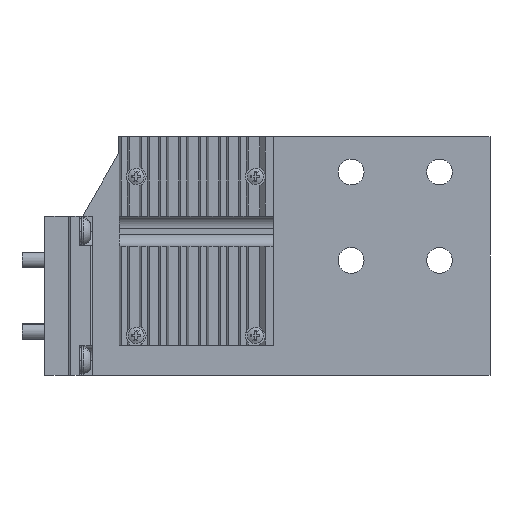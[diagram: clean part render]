
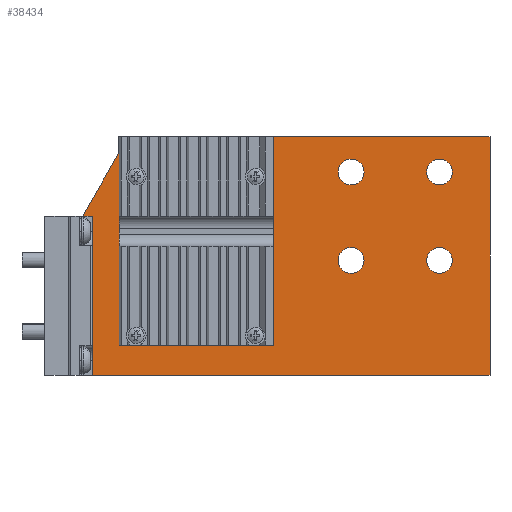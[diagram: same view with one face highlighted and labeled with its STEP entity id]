
A CAD part, left-side view. The second image highlights one B-rep face of the part: STEP entity #38434.
In plain terms, the highlighted planar face has unit normal (-1, 0, 0).
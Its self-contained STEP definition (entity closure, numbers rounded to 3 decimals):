
#37833=AXIS2_PLACEMENT_3D('Circle Axis2P3D',#37831,#37832,$) ;
#37859=AXIS2_PLACEMENT_3D('Circle Axis2P3D',#37857,#37858,$) ;
#37890=AXIS2_PLACEMENT_3D('Circle Axis2P3D',#37888,#37889,$) ;
#37916=AXIS2_PLACEMENT_3D('Circle Axis2P3D',#37914,#37915,$) ;
#37947=AXIS2_PLACEMENT_3D('Circle Axis2P3D',#37945,#37946,$) ;
#37973=AXIS2_PLACEMENT_3D('Circle Axis2P3D',#37971,#37972,$) ;
#38004=AXIS2_PLACEMENT_3D('Circle Axis2P3D',#38002,#38003,$) ;
#38030=AXIS2_PLACEMENT_3D('Circle Axis2P3D',#38028,#38029,$) ;
#38075=AXIS2_PLACEMENT_3D('Circle Axis2P3D',#38073,#38074,$) ;
#38092=AXIS2_PLACEMENT_3D('Circle Axis2P3D',#38090,#38091,$) ;
#38132=AXIS2_PLACEMENT_3D('Circle Axis2P3D',#38130,#38131,$) ;
#38149=AXIS2_PLACEMENT_3D('Circle Axis2P3D',#38147,#38148,$) ;
#38189=AXIS2_PLACEMENT_3D('Circle Axis2P3D',#38187,#38188,$) ;
#38206=AXIS2_PLACEMENT_3D('Circle Axis2P3D',#38204,#38205,$) ;
#38246=AXIS2_PLACEMENT_3D('Circle Axis2P3D',#38244,#38245,$) ;
#38263=AXIS2_PLACEMENT_3D('Circle Axis2P3D',#38261,#38262,$) ;
#38388=AXIS2_PLACEMENT_3D('Plane Axis2P3D',#38385,#38386,#38387) ;
#37757=CARTESIAN_POINT('Vertex',(-340.35,-9.,165.)) ;
#37771=CARTESIAN_POINT('Vertex',(-340.35,-214.,165.)) ;
#37774=CARTESIAN_POINT('Line Origine',(-340.35,-111.5,165.)) ;
#37802=CARTESIAN_POINT('Vertex',(-340.35,-214.,285.)) ;
#37805=CARTESIAN_POINT('Line Origine',(-340.35,-214.,225.)) ;
#37826=CARTESIAN_POINT('Vertex',(-340.35,-144.15,229.27)) ;
#37831=CARTESIAN_POINT('Axis2P3D Location',(-340.35,-144.15,222.77)) ;
#37835=CARTESIAN_POINT('Vertex',(-340.35,-144.15,216.27)) ;
#37857=CARTESIAN_POINT('Axis2P3D Location',(-340.35,-144.15,222.77)) ;
#37883=CARTESIAN_POINT('Vertex',(-340.35,-188.6,260.72)) ;
#37888=CARTESIAN_POINT('Axis2P3D Location',(-340.35,-188.6,267.22)) ;
#37892=CARTESIAN_POINT('Vertex',(-340.35,-188.6,273.72)) ;
#37914=CARTESIAN_POINT('Axis2P3D Location',(-340.35,-188.6,267.22)) ;
#37940=CARTESIAN_POINT('Vertex',(-340.35,-144.15,260.72)) ;
#37945=CARTESIAN_POINT('Axis2P3D Location',(-340.35,-144.15,267.22)) ;
#37949=CARTESIAN_POINT('Vertex',(-340.35,-144.15,273.72)) ;
#37971=CARTESIAN_POINT('Axis2P3D Location',(-340.35,-144.15,267.22)) ;
#37997=CARTESIAN_POINT('Vertex',(-340.35,-188.6,229.27)) ;
#38002=CARTESIAN_POINT('Axis2P3D Location',(-340.35,-188.6,222.77)) ;
#38006=CARTESIAN_POINT('Vertex',(-340.35,-188.6,216.27)) ;
#38028=CARTESIAN_POINT('Axis2P3D Location',(-340.35,-188.6,222.77)) ;
#38054=CARTESIAN_POINT('Vertex',(-340.35,-36.,266.621)) ;
#38070=CARTESIAN_POINT('Vertex',(-340.35,-36.,263.379)) ;
#38073=CARTESIAN_POINT('Axis2P3D Location',(-340.35,-36.,265.)) ;
#38090=CARTESIAN_POINT('Axis2P3D Location',(-340.35,-36.,265.)) ;
#38111=CARTESIAN_POINT('Vertex',(-340.35,-95.799,186.608)) ;
#38127=CARTESIAN_POINT('Vertex',(-340.35,-96.201,183.391)) ;
#38130=CARTESIAN_POINT('Axis2P3D Location',(-340.35,-96.,185.)) ;
#38147=CARTESIAN_POINT('Axis2P3D Location',(-340.35,-96.,185.)) ;
#38168=CARTESIAN_POINT('Vertex',(-340.35,-96.,266.621)) ;
#38184=CARTESIAN_POINT('Vertex',(-340.35,-96.,263.379)) ;
#38187=CARTESIAN_POINT('Axis2P3D Location',(-340.35,-96.,265.)) ;
#38204=CARTESIAN_POINT('Axis2P3D Location',(-340.35,-96.,265.)) ;
#38225=CARTESIAN_POINT('Vertex',(-340.35,-36.156,186.613)) ;
#38241=CARTESIAN_POINT('Vertex',(-340.35,-35.844,183.386)) ;
#38244=CARTESIAN_POINT('Axis2P3D Location',(-340.35,-36.,185.)) ;
#38261=CARTESIAN_POINT('Axis2P3D Location',(-340.35,-36.,185.)) ;
#38278=CARTESIAN_POINT('Line Origine',(-340.35,-123.047,285.)) ;
#38282=CARTESIAN_POINT('Vertex',(-340.35,-32.094,285.)) ;
#38315=CARTESIAN_POINT('Vertex',(-340.35,-9.,245.)) ;
#38323=CARTESIAN_POINT('Line Origine',(-340.35,-9.,205.)) ;
#38385=CARTESIAN_POINT('Axis2P3D Location',(-340.35,-9.,225.)) ;
#38390=CARTESIAN_POINT('Line Origine',(-340.35,-20.547,265.)) ;
#37775=DIRECTION('Vector Direction',(0.,-1.,0.)) ;
#37806=DIRECTION('Vector Direction',(0.,0.,-1.)) ;
#37832=DIRECTION('Axis2P3D Direction',(-1.,0.,0.)) ;
#37858=DIRECTION('Axis2P3D Direction',(-1.,0.,0.)) ;
#37889=DIRECTION('Axis2P3D Direction',(-1.,0.,0.)) ;
#37915=DIRECTION('Axis2P3D Direction',(-1.,0.,0.)) ;
#37946=DIRECTION('Axis2P3D Direction',(-1.,0.,0.)) ;
#37972=DIRECTION('Axis2P3D Direction',(-1.,0.,0.)) ;
#38003=DIRECTION('Axis2P3D Direction',(-1.,0.,0.)) ;
#38029=DIRECTION('Axis2P3D Direction',(-1.,0.,0.)) ;
#38074=DIRECTION('Axis2P3D Direction',(-1.,0.,0.)) ;
#38091=DIRECTION('Axis2P3D Direction',(-1.,0.,0.)) ;
#38131=DIRECTION('Axis2P3D Direction',(-1.,0.,0.)) ;
#38148=DIRECTION('Axis2P3D Direction',(-1.,0.,0.)) ;
#38188=DIRECTION('Axis2P3D Direction',(-1.,0.,0.)) ;
#38205=DIRECTION('Axis2P3D Direction',(-1.,0.,0.)) ;
#38245=DIRECTION('Axis2P3D Direction',(-1.,0.,0.)) ;
#38262=DIRECTION('Axis2P3D Direction',(-1.,0.,0.)) ;
#38279=DIRECTION('Vector Direction',(0.,1.,0.)) ;
#38324=DIRECTION('Vector Direction',(0.,0.,1.)) ;
#38386=DIRECTION('Axis2P3D Direction',(-1.,0.,0.)) ;
#38387=DIRECTION('Axis2P3D XDirection',(0.,0.,1.)) ;
#38391=DIRECTION('Vector Direction',(0.,-0.5,0.866)) ;
#37776=VECTOR('Line Direction',#37775,1.) ;
#37807=VECTOR('Line Direction',#37806,1.) ;
#38280=VECTOR('Line Direction',#38279,1.) ;
#38325=VECTOR('Line Direction',#38324,1.) ;
#38392=VECTOR('Line Direction',#38391,1.) ;
#38396=ORIENTED_EDGE('',*,*,#38327,.T.) ;
#38397=ORIENTED_EDGE('',*,*,#37778,.T.) ;
#38398=ORIENTED_EDGE('',*,*,#37809,.T.) ;
#38399=ORIENTED_EDGE('',*,*,#38284,.T.) ;
#38400=ORIENTED_EDGE('',*,*,#38394,.F.) ;
#38403=ORIENTED_EDGE('',*,*,#38008,.F.) ;
#38404=ORIENTED_EDGE('',*,*,#38032,.F.) ;
#38407=ORIENTED_EDGE('',*,*,#37894,.F.) ;
#38408=ORIENTED_EDGE('',*,*,#37918,.F.) ;
#38411=ORIENTED_EDGE('',*,*,#37837,.F.) ;
#38412=ORIENTED_EDGE('',*,*,#37861,.F.) ;
#38415=ORIENTED_EDGE('',*,*,#37951,.F.) ;
#38416=ORIENTED_EDGE('',*,*,#37975,.F.) ;
#38419=ORIENTED_EDGE('',*,*,#38265,.F.) ;
#38420=ORIENTED_EDGE('',*,*,#38248,.F.) ;
#38423=ORIENTED_EDGE('',*,*,#38151,.F.) ;
#38424=ORIENTED_EDGE('',*,*,#38134,.F.) ;
#38427=ORIENTED_EDGE('',*,*,#38094,.F.) ;
#38428=ORIENTED_EDGE('',*,*,#38077,.F.) ;
#38431=ORIENTED_EDGE('',*,*,#38208,.F.) ;
#38432=ORIENTED_EDGE('',*,*,#38191,.F.) ;
#38405=FACE_BOUND('',#38402,.T.) ;
#38409=FACE_BOUND('',#38406,.T.) ;
#38413=FACE_BOUND('',#38410,.T.) ;
#38417=FACE_BOUND('',#38414,.T.) ;
#38421=FACE_BOUND('',#38418,.T.) ;
#38425=FACE_BOUND('',#38422,.T.) ;
#38429=FACE_BOUND('',#38426,.T.) ;
#38433=FACE_BOUND('',#38430,.T.) ;
#38434=ADVANCED_FACE('RB9226802_1PD_001_00_REAR TERMINALS UL E4.2 3200A.1\\RG2638204_1PA_001_00_PIATTO.7\\PartBody',(#38401,#38405,#38409,#38413,#38417,#38421,#38425,#38429,#38433),#38389,.T.) ;
#37834=CIRCLE('generated circle',#37833,6.5) ;
#37860=CIRCLE('generated circle',#37859,6.5) ;
#37891=CIRCLE('generated circle',#37890,6.5) ;
#37917=CIRCLE('generated circle',#37916,6.5) ;
#37948=CIRCLE('generated circle',#37947,6.5) ;
#37974=CIRCLE('generated circle',#37973,6.5) ;
#38005=CIRCLE('generated circle',#38004,6.5) ;
#38031=CIRCLE('generated circle',#38030,6.5) ;
#38076=CIRCLE('generated circle',#38075,1.621) ;
#38093=CIRCLE('generated circle',#38092,1.621) ;
#38133=CIRCLE('generated circle',#38132,1.621) ;
#38150=CIRCLE('generated circle',#38149,1.621) ;
#38190=CIRCLE('generated circle',#38189,1.621) ;
#38207=CIRCLE('generated circle',#38206,1.621) ;
#38247=CIRCLE('generated circle',#38246,1.621) ;
#38264=CIRCLE('generated circle',#38263,1.621) ;
#37778=EDGE_CURVE('',#37758,#37772,#37777,.T.) ;
#37809=EDGE_CURVE('',#37772,#37803,#37808,.F.) ;
#37837=EDGE_CURVE('',#37827,#37836,#37834,.T.) ;
#37861=EDGE_CURVE('',#37836,#37827,#37860,.T.) ;
#37894=EDGE_CURVE('',#37884,#37893,#37891,.T.) ;
#37918=EDGE_CURVE('',#37893,#37884,#37917,.T.) ;
#37951=EDGE_CURVE('',#37941,#37950,#37948,.T.) ;
#37975=EDGE_CURVE('',#37950,#37941,#37974,.T.) ;
#38008=EDGE_CURVE('',#37998,#38007,#38005,.T.) ;
#38032=EDGE_CURVE('',#38007,#37998,#38031,.T.) ;
#38077=EDGE_CURVE('',#38071,#38055,#38076,.T.) ;
#38094=EDGE_CURVE('',#38055,#38071,#38093,.T.) ;
#38134=EDGE_CURVE('',#38128,#38112,#38133,.T.) ;
#38151=EDGE_CURVE('',#38112,#38128,#38150,.T.) ;
#38191=EDGE_CURVE('',#38185,#38169,#38190,.T.) ;
#38208=EDGE_CURVE('',#38169,#38185,#38207,.T.) ;
#38248=EDGE_CURVE('',#38242,#38226,#38247,.T.) ;
#38265=EDGE_CURVE('',#38226,#38242,#38264,.T.) ;
#38284=EDGE_CURVE('',#37803,#38283,#38281,.T.) ;
#38327=EDGE_CURVE('',#38316,#37758,#38326,.F.) ;
#38394=EDGE_CURVE('',#38316,#38283,#38393,.T.) ;
#38395=EDGE_LOOP('',(#38396,#38397,#38398,#38399,#38400)) ;
#38402=EDGE_LOOP('',(#38403,#38404)) ;
#38406=EDGE_LOOP('',(#38407,#38408)) ;
#38410=EDGE_LOOP('',(#38411,#38412)) ;
#38414=EDGE_LOOP('',(#38415,#38416)) ;
#38418=EDGE_LOOP('',(#38419,#38420)) ;
#38422=EDGE_LOOP('',(#38423,#38424)) ;
#38426=EDGE_LOOP('',(#38427,#38428)) ;
#38430=EDGE_LOOP('',(#38431,#38432)) ;
#38401=FACE_OUTER_BOUND('',#38395,.T.) ;
#37777=LINE('Line',#37774,#37776) ;
#37808=LINE('Line',#37805,#37807) ;
#38281=LINE('Line',#38278,#38280) ;
#38326=LINE('Line',#38323,#38325) ;
#38393=LINE('Line',#38390,#38392) ;
#38389=PLANE('',#38388) ;
#37758=VERTEX_POINT('',#37757) ;
#37772=VERTEX_POINT('',#37771) ;
#37803=VERTEX_POINT('',#37802) ;
#37827=VERTEX_POINT('',#37826) ;
#37836=VERTEX_POINT('',#37835) ;
#37884=VERTEX_POINT('',#37883) ;
#37893=VERTEX_POINT('',#37892) ;
#37941=VERTEX_POINT('',#37940) ;
#37950=VERTEX_POINT('',#37949) ;
#37998=VERTEX_POINT('',#37997) ;
#38007=VERTEX_POINT('',#38006) ;
#38055=VERTEX_POINT('',#38054) ;
#38071=VERTEX_POINT('',#38070) ;
#38112=VERTEX_POINT('',#38111) ;
#38128=VERTEX_POINT('',#38127) ;
#38169=VERTEX_POINT('',#38168) ;
#38185=VERTEX_POINT('',#38184) ;
#38226=VERTEX_POINT('',#38225) ;
#38242=VERTEX_POINT('',#38241) ;
#38283=VERTEX_POINT('',#38282) ;
#38316=VERTEX_POINT('',#38315) ;
